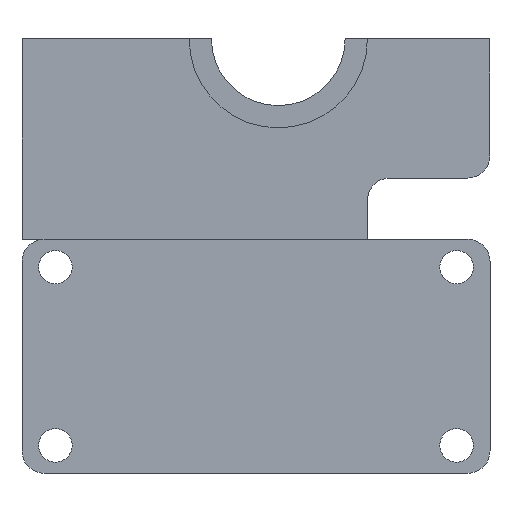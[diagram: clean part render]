
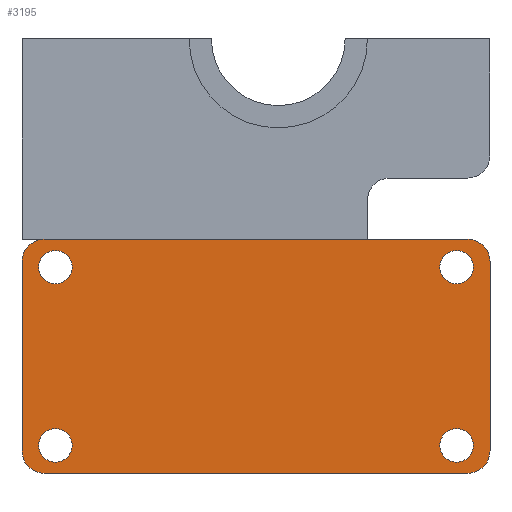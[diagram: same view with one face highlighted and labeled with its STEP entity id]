
A CAD part, front view. The second image highlights one B-rep face of the part: STEP entity #3195.
In plain terms, the highlighted face is planar.
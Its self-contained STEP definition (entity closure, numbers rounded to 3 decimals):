
#18 = CARTESIAN_POINT ( 'NONE',  ( -19.5, -8., 0. ) ) ;
#150 = DIRECTION ( 'NONE',  ( 1., 0., 0. ) ) ;
#174 = AXIS2_PLACEMENT_3D ( 'NONE', #566, #802, #2354 ) ;
#224 = VERTEX_POINT ( 'NONE', #1926 ) ;
#270 = CIRCLE ( 'NONE', #3292, 2. ) ;
#277 = VERTEX_POINT ( 'NONE', #456 ) ;
#307 = CIRCLE ( 'NONE', #1759, 1.5 ) ;
#317 = FACE_BOUND ( 'NONE', #404, .T. ) ;
#353 = CIRCLE ( 'NONE', #1287, 1.5 ) ;
#360 = FACE_OUTER_BOUND ( 'NONE', #421, .T. ) ;
#365 = CARTESIAN_POINT ( 'NONE',  ( 19., 8.5, 0. ) ) ;
#382 = ORIENTED_EDGE ( 'NONE', *, *, #1385, .T. ) ;
#404 = EDGE_LOOP ( 'NONE', ( #382, #1968 ) ) ;
#410 = ORIENTED_EDGE ( 'NONE', *, *, #3043, .T. ) ;
#421 = EDGE_LOOP ( 'NONE', ( #1274, #863, #2780, #2537, #3024, #746, #3006, #1596 ) ) ;
#426 = VERTEX_POINT ( 'NONE', #2185 ) ;
#430 = CIRCLE ( 'NONE', #2395, 1.5 ) ;
#450 = DIRECTION ( 'NONE',  ( 1., 0., 0. ) ) ;
#456 = CARTESIAN_POINT ( 'NONE',  ( -21., -8.5, 0. ) ) ;
#474 = EDGE_CURVE ( 'NONE', #224, #1101, #1491, .T. ) ;
#499 = AXIS2_PLACEMENT_3D ( 'NONE', #1732, #2034, #1960 ) ;
#566 = CARTESIAN_POINT ( 'NONE',  ( -18., 8., 0. ) ) ;
#642 = DIRECTION ( 'NONE',  ( 0., 0., 1. ) ) ;
#648 = EDGE_CURVE ( 'NONE', #1860, #1776, #307, .T. ) ;
#654 = DIRECTION ( 'NONE',  ( 1., 0., 0. ) ) ;
#746 = ORIENTED_EDGE ( 'NONE', *, *, #1302, .T. ) ;
#765 = DIRECTION ( 'NONE',  ( -1., 0., 0. ) ) ;
#767 = CARTESIAN_POINT ( 'NONE',  ( -18., -8., 0. ) ) ;
#794 = VERTEX_POINT ( 'NONE', #2569 ) ;
#802 = DIRECTION ( 'NONE',  ( 0., 0., 1. ) ) ;
#843 = AXIS2_PLACEMENT_3D ( 'NONE', #767, #2799, #2556 ) ;
#848 = DIRECTION ( 'NONE',  ( 1., 0., 0. ) ) ;
#863 = ORIENTED_EDGE ( 'NONE', *, *, #2809, .T. ) ;
#879 = DIRECTION ( 'NONE',  ( 0., -1., 0. ) ) ;
#908 = EDGE_LOOP ( 'NONE', ( #410, #1615 ) ) ;
#927 = EDGE_CURVE ( 'NONE', #1139, #2671, #430, .T. ) ;
#930 = EDGE_LOOP ( 'NONE', ( #1855, #3262 ) ) ;
#933 = CARTESIAN_POINT ( 'NONE',  ( 16.5, 8., 0. ) ) ;
#944 = VERTEX_POINT ( 'NONE', #933 ) ;
#949 = AXIS2_PLACEMENT_3D ( 'NONE', #2377, #1609, #848 ) ;
#973 = DIRECTION ( 'NONE',  ( 1., 0., 0. ) ) ;
#997 = FACE_BOUND ( 'NONE', #930, .T. ) ;
#1005 = AXIS2_PLACEMENT_3D ( 'NONE', #3181, #2154, #654 ) ;
#1009 = AXIS2_PLACEMENT_3D ( 'NONE', #1607, #2120, #1109 ) ;
#1030 = VECTOR ( 'NONE', #879, 1000. ) ;
#1033 = CIRCLE ( 'NONE', #2722, 1.5 ) ;
#1055 = VERTEX_POINT ( 'NONE', #1734 ) ;
#1085 = DIRECTION ( 'NONE',  ( 0., 0., 1. ) ) ;
#1088 = EDGE_CURVE ( 'NONE', #2697, #1101, #3146, .T. ) ;
#1101 = VERTEX_POINT ( 'NONE', #2241 ) ;
#1109 = DIRECTION ( 'NONE',  ( -1., 0., 0. ) ) ;
#1114 = LINE ( 'NONE', #3151, #1030 ) ;
#1120 = ORIENTED_EDGE ( 'NONE', *, *, #648, .T. ) ;
#1139 = VERTEX_POINT ( 'NONE', #2232 ) ;
#1140 = CARTESIAN_POINT ( 'NONE',  ( -18., -8., 0. ) ) ;
#1215 = DIRECTION ( 'NONE',  ( 0., 0., 1. ) ) ;
#1274 = ORIENTED_EDGE ( 'NONE', *, *, #1088, .F. ) ;
#1287 = AXIS2_PLACEMENT_3D ( 'NONE', #2502, #1215, #973 ) ;
#1302 = EDGE_CURVE ( 'NONE', #2278, #794, #270, .T. ) ;
#1313 = CIRCLE ( 'NONE', #1005, 1.5 ) ;
#1321 = CARTESIAN_POINT ( 'NONE',  ( 18., -8., 0. ) ) ;
#1322 = EDGE_CURVE ( 'NONE', #3044, #277, #1114, .T. ) ;
#1325 = EDGE_CURVE ( 'NONE', #1932, #1657, #2984, .T. ) ;
#1353 = VECTOR ( 'NONE', #1986, 1000. ) ;
#1385 = EDGE_CURVE ( 'NONE', #944, #1055, #1313, .T. ) ;
#1467 = CIRCLE ( 'NONE', #499, 2. ) ;
#1484 = CARTESIAN_POINT ( 'NONE',  ( -16.5, -8., 0. ) ) ;
#1491 = CIRCLE ( 'NONE', #3189, 2. ) ;
#1516 = EDGE_CURVE ( 'NONE', #3044, #426, #1467, .T. ) ;
#1521 = AXIS2_PLACEMENT_3D ( 'NONE', #2770, #2240, #2481 ) ;
#1573 = EDGE_CURVE ( 'NONE', #1055, #944, #353, .T. ) ;
#1574 = CARTESIAN_POINT ( 'NONE',  ( -21., 8.5, 0. ) ) ;
#1596 = ORIENTED_EDGE ( 'NONE', *, *, #474, .T. ) ;
#1607 = CARTESIAN_POINT ( 'NONE',  ( 2., -28.5, 0. ) ) ;
#1609 = DIRECTION ( 'NONE',  ( 0., 0., 1. ) ) ;
#1615 = ORIENTED_EDGE ( 'NONE', *, *, #1325, .T. ) ;
#1657 = VERTEX_POINT ( 'NONE', #2839 ) ;
#1674 = ORIENTED_EDGE ( 'NONE', *, *, #3000, .T. ) ;
#1680 = FACE_BOUND ( 'NONE', #2696, .T. ) ;
#1702 = DIRECTION ( 'NONE',  ( 0., 0., 1. ) ) ;
#1732 = CARTESIAN_POINT ( 'NONE',  ( -19., 8.5, 0. ) ) ;
#1734 = CARTESIAN_POINT ( 'NONE',  ( 19.5, 8., 0. ) ) ;
#1744 = LINE ( 'NONE', #1762, #2295 ) ;
#1750 = EDGE_CURVE ( 'NONE', #2278, #426, #3229, .T. ) ;
#1759 = AXIS2_PLACEMENT_3D ( 'NONE', #1140, #642, #150 ) ;
#1762 = CARTESIAN_POINT ( 'NONE',  ( 21., -10.5, 0. ) ) ;
#1768 = DIRECTION ( 'NONE',  ( -1., 0., 0. ) ) ;
#1776 = VERTEX_POINT ( 'NONE', #1484 ) ;
#1855 = ORIENTED_EDGE ( 'NONE', *, *, #927, .T. ) ;
#1860 = VERTEX_POINT ( 'NONE', #18 ) ;
#1910 = CARTESIAN_POINT ( 'NONE',  ( -18., 8., 0. ) ) ;
#1926 = CARTESIAN_POINT ( 'NONE',  ( 21., -8.5, 0. ) ) ;
#1932 = VERTEX_POINT ( 'NONE', #2031 ) ;
#1960 = DIRECTION ( 'NONE',  ( -1., 0., 0. ) ) ;
#1968 = ORIENTED_EDGE ( 'NONE', *, *, #1573, .T. ) ;
#1986 = DIRECTION ( 'NONE',  ( 1., 0., 0. ) ) ;
#2031 = CARTESIAN_POINT ( 'NONE',  ( 19.5, -8., 0. ) ) ;
#2032 = CARTESIAN_POINT ( 'NONE',  ( 19., -8.5, 0. ) ) ;
#2034 = DIRECTION ( 'NONE',  ( 0., 0., -1. ) ) ;
#2038 = DIRECTION ( 'NONE',  ( 0., 0., -1. ) ) ;
#2107 = DIRECTION ( 'NONE',  ( 0., 0., -1. ) ) ;
#2120 = DIRECTION ( 'NONE',  ( 0., 0., -1. ) ) ;
#2138 = DIRECTION ( 'NONE',  ( -1., 0., 0. ) ) ;
#2154 = DIRECTION ( 'NONE',  ( 0., 0., 1. ) ) ;
#2185 = CARTESIAN_POINT ( 'NONE',  ( -19., 10.5, 0. ) ) ;
#2191 = CIRCLE ( 'NONE', #843, 1.5 ) ;
#2232 = CARTESIAN_POINT ( 'NONE',  ( -19.5, 8., 0. ) ) ;
#2240 = DIRECTION ( 'NONE',  ( 0., 0., -1. ) ) ;
#2241 = CARTESIAN_POINT ( 'NONE',  ( 19., -10.5, 0. ) ) ;
#2266 = FACE_BOUND ( 'NONE', #908, .T. ) ;
#2278 = VERTEX_POINT ( 'NONE', #2726 ) ;
#2295 = VECTOR ( 'NONE', #2526, 1000. ) ;
#2354 = DIRECTION ( 'NONE',  ( 1., 0., 0. ) ) ;
#2364 = EDGE_CURVE ( 'NONE', #224, #794, #1744, .T. ) ;
#2377 = CARTESIAN_POINT ( 'NONE',  ( 18., -8., 0. ) ) ;
#2395 = AXIS2_PLACEMENT_3D ( 'NONE', #1910, #1702, #450 ) ;
#2464 = VECTOR ( 'NONE', #1768, 1000. ) ;
#2481 = DIRECTION ( 'NONE',  ( -1., 0., 0. ) ) ;
#2502 = CARTESIAN_POINT ( 'NONE',  ( 18., 8., 0. ) ) ;
#2526 = DIRECTION ( 'NONE',  ( 0., 1., 0. ) ) ;
#2537 = ORIENTED_EDGE ( 'NONE', *, *, #1516, .T. ) ;
#2553 = CIRCLE ( 'NONE', #1521, 2. ) ;
#2556 = DIRECTION ( 'NONE',  ( 1., 0., 0. ) ) ;
#2569 = CARTESIAN_POINT ( 'NONE',  ( 21., 8.5, 0. ) ) ;
#2639 = PLANE ( 'NONE',  #1009 ) ;
#2671 = VERTEX_POINT ( 'NONE', #2934 ) ;
#2696 = EDGE_LOOP ( 'NONE', ( #1120, #1674 ) ) ;
#2697 = VERTEX_POINT ( 'NONE', #3168 ) ;
#2722 = AXIS2_PLACEMENT_3D ( 'NONE', #1321, #1085, #3099 ) ;
#2726 = CARTESIAN_POINT ( 'NONE',  ( 19., 10.5, 0. ) ) ;
#2770 = CARTESIAN_POINT ( 'NONE',  ( -19., -8.5, 0. ) ) ;
#2778 = CARTESIAN_POINT ( 'NONE',  ( 21., 10.5, 0. ) ) ;
#2780 = ORIENTED_EDGE ( 'NONE', *, *, #1322, .F. ) ;
#2799 = DIRECTION ( 'NONE',  ( 0., 0., 1. ) ) ;
#2809 = EDGE_CURVE ( 'NONE', #2697, #277, #2553, .T. ) ;
#2839 = CARTESIAN_POINT ( 'NONE',  ( 16.5, -8., 0. ) ) ;
#2934 = CARTESIAN_POINT ( 'NONE',  ( -16.5, 8., 0. ) ) ;
#2984 = CIRCLE ( 'NONE', #949, 1.5 ) ;
#3000 = EDGE_CURVE ( 'NONE', #1776, #1860, #2191, .T. ) ;
#3006 = ORIENTED_EDGE ( 'NONE', *, *, #2364, .F. ) ;
#3024 = ORIENTED_EDGE ( 'NONE', *, *, #1750, .F. ) ;
#3027 = CIRCLE ( 'NONE', #174, 1.5 ) ;
#3032 = CARTESIAN_POINT ( 'NONE',  ( 21., -10.5, 0. ) ) ;
#3043 = EDGE_CURVE ( 'NONE', #1657, #1932, #1033, .T. ) ;
#3044 = VERTEX_POINT ( 'NONE', #1574 ) ;
#3099 = DIRECTION ( 'NONE',  ( 1., 0., 0. ) ) ;
#3116 = EDGE_CURVE ( 'NONE', #2671, #1139, #3027, .T. ) ;
#3146 = LINE ( 'NONE', #3032, #1353 ) ;
#3151 = CARTESIAN_POINT ( 'NONE',  ( -21., -10.5, 0. ) ) ;
#3168 = CARTESIAN_POINT ( 'NONE',  ( -19., -10.5, 0. ) ) ;
#3181 = CARTESIAN_POINT ( 'NONE',  ( 18., 8., 0. ) ) ;
#3189 = AXIS2_PLACEMENT_3D ( 'NONE', #2032, #2038, #765 ) ;
#3195 = ADVANCED_FACE ( 'NONE', ( #360, #1680, #997, #317, #2266 ), #2639, .T. ) ;
#3229 = LINE ( 'NONE', #2778, #2464 ) ;
#3262 = ORIENTED_EDGE ( 'NONE', *, *, #3116, .T. ) ;
#3292 = AXIS2_PLACEMENT_3D ( 'NONE', #365, #2107, #2138 ) ;
